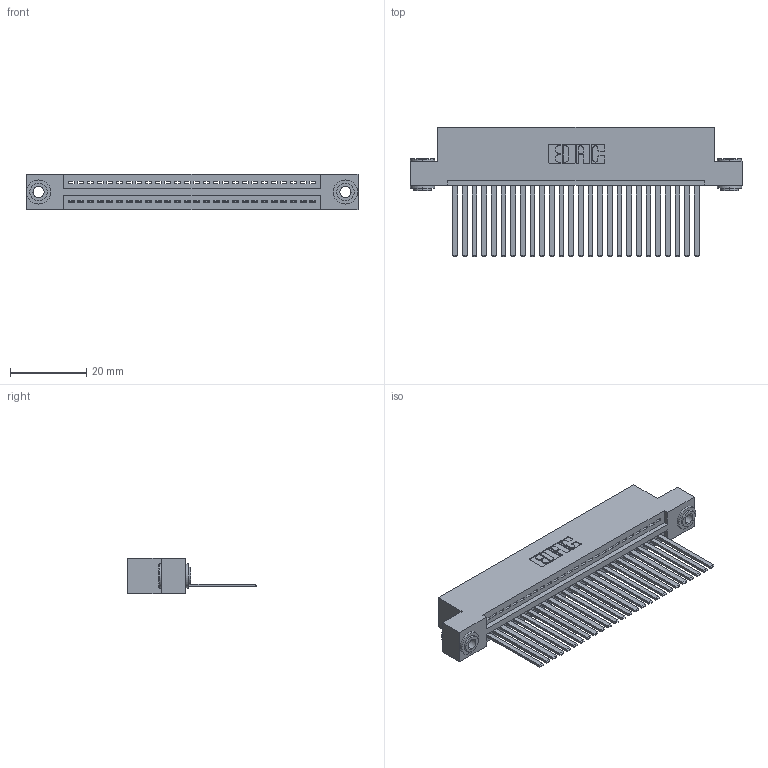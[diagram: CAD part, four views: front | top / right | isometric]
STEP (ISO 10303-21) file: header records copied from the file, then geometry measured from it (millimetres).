
FILE_DESCRIPTION (( 'STEP AP203' ), '1' );
FILE_NAME ('395-026-544-103.STEP', '2018-11-09T23:56:34', ( '' ), ( '' ), 'SwSTEP 2.0', 'SolidWorks 2016', '' );
FILE_SCHEMA (( 'CONFIG_CONTROL_DESIGN' ));
Length unit declared in the file: inch
Products named in the file (4): 345-250-002_345-250-002-102; 345-292-001_345-293-144; 395-026-544-103; 345 Part_Flush Mounting Lugs - 0.156 Dia-TH
Assembly tree (29 placements, depth 2):
  395-026-544-103
    345 Part_Flush Mounting Lugs - 0.156 Dia-TH
    345-292-001_345-293-144  x26
    345-250-002_345-250-002-102  x2
Bounding box: 87.25 x 33.96 x 9.4 mm (x, y, z)
Volume: 8476.4 mm3; surface area: 12165.4 mm2
Topology: 29 solids, 29 shells, 1516 faces, 4525 edges, 2978 vertices
Faces by surface type: plane 1026, cylinder 482, cone 8
Entity records: 22188 total; most frequent: CARTESIAN_POINT 3821, ORIENTED_EDGE 3774, DIRECTION 3389, EDGE_CURVE 1887, VECTOR 1631, LINE 1631, VERTEX_POINT 1254, AXIS2_PLACEMENT_3D 879
